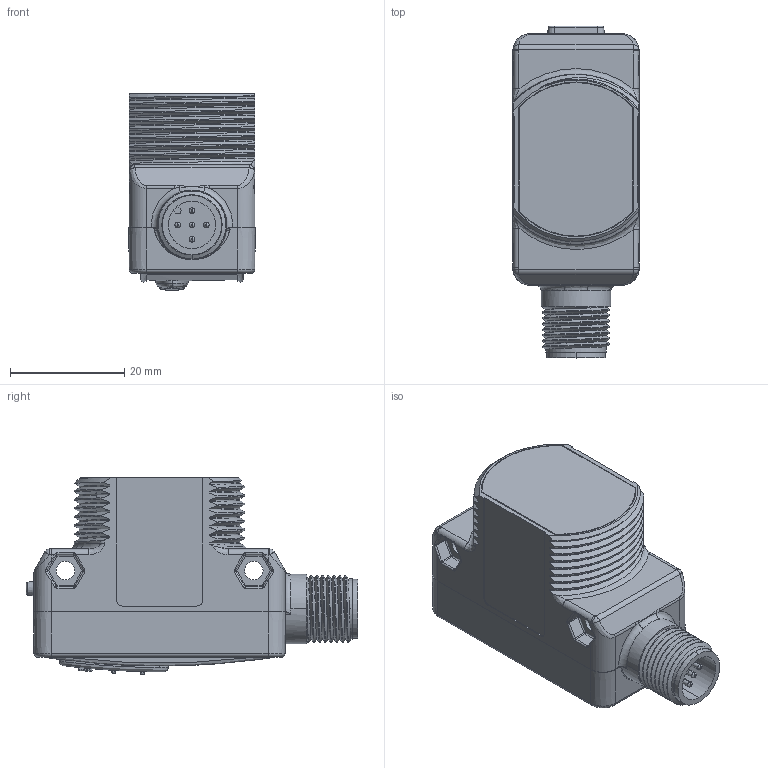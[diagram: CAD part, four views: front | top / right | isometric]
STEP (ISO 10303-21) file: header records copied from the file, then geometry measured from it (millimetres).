
FILE_DESCRIPTION((''),'2;1');
FILE_NAME('140605_SW','2008-06-02T',('banengservice'),('BANNER ENGINEERING'),'PRO/ENGINEER BY PARAMETRIC TECHNOLOGY CORPORATION, 2006170','PRO/ENGINEER BY PARAMETRIC TECHNOLOGY CORPORATION, 2006170','');
FILE_SCHEMA(('CONFIG_CONTROL_DESIGN'));
Products named in the file (1): 140605_SW
Bounding box: 22.14 x 58.13 x 34.47 mm (x, y, z)
Volume: 12717.7 mm3; surface area: 16380.7 mm2
Topology: 2 solids, 2 shells, 1226 faces, 2968 edges, 1792 vertices
Faces by surface type: cylinder 402, bspline 334, plane 265, torus 85, cone 84, sphere 46, extrusion 10
Entity records: 57208 total; most frequent: CARTESIAN_POINT 31036, ORIENTED_EDGE 5932, DIRECTION 4792, EDGE_CURVE 2966, AXIS2_PLACEMENT_3D 1878, VERTEX_POINT 1792, EDGE_LOOP 1284, FACE_OUTER_BOUND 1226
